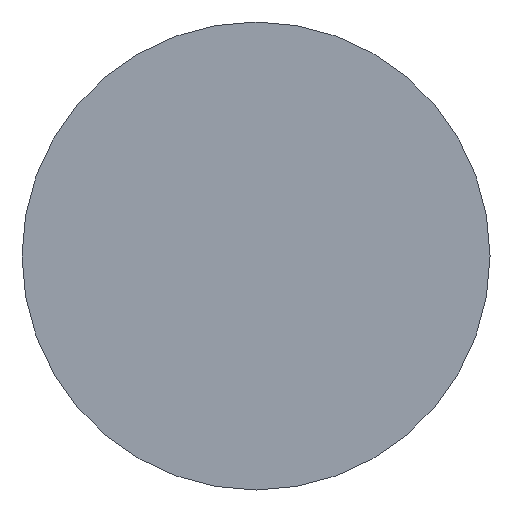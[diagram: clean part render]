
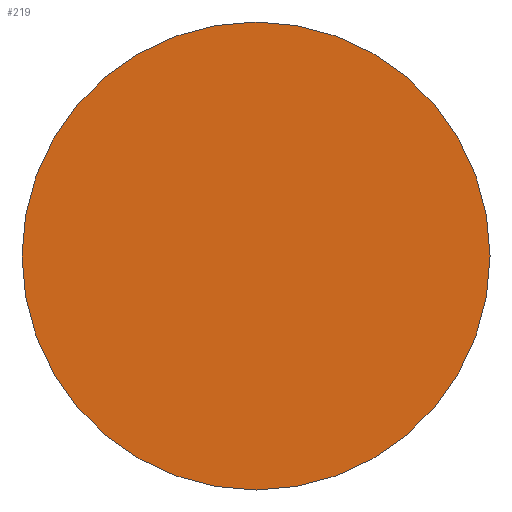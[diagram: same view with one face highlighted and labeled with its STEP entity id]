
A CAD part, front view. The second image highlights one B-rep face of the part: STEP entity #219.
In plain terms, the highlighted planar face has unit normal (0, -1, 0).
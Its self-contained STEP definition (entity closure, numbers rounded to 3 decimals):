
#153=VERTEX_POINT('',#334);
#177=VERTEX_POINT('',#359);
#203=EDGE_CURVE('',#153,#177,#386,.T.);
#219=ADVANCED_FACE('',(#404),#405,.T.);
#221=EDGE_CURVE('',#177,#153,#407,.T.);
#334=CARTESIAN_POINT('',(10.0,-30.0,0.));
#359=CARTESIAN_POINT('',(-10.0,-30.0,0.));
#386=CIRCLE('',#610,10.0);
#404=FACE_OUTER_BOUND('',#631,.T.);
#405=PLANE('',#632);
#407=CIRCLE('',#635,10.0);
#610=AXIS2_PLACEMENT_3D('',#809,#810,#811);
#631=EDGE_LOOP('',(#836,#837));
#632=AXIS2_PLACEMENT_3D('',#838,#839,#840);
#635=AXIS2_PLACEMENT_3D('',#841,#842,#843);
#809=CARTESIAN_POINT('',(0.0,-30.0,0.));
#810=DIRECTION('',(0.0,-1.0,0.));
#811=DIRECTION('',(1.0,0.0,0.0));
#836=ORIENTED_EDGE('',*,*,#203,.T.);
#837=ORIENTED_EDGE('',*,*,#221,.T.);
#838=CARTESIAN_POINT('',(0.0,-30.0,0.));
#839=DIRECTION('',(0.0,-1.0,0.));
#840=DIRECTION('',(1.0,0.0,0.0));
#841=CARTESIAN_POINT('',(0.0,-30.0,0.));
#842=DIRECTION('',(0.0,-1.0,0.));
#843=DIRECTION('',(1.0,0.0,0.0));
